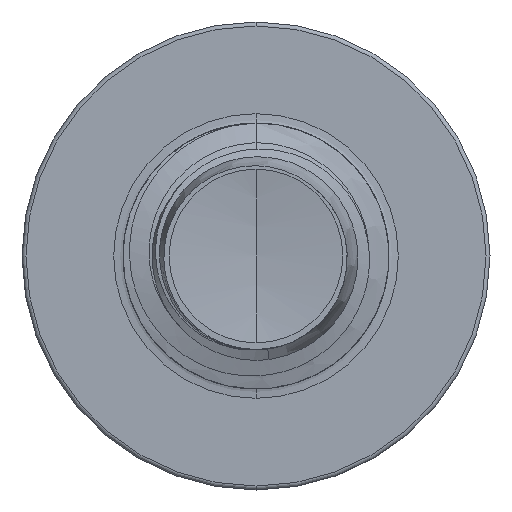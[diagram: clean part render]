
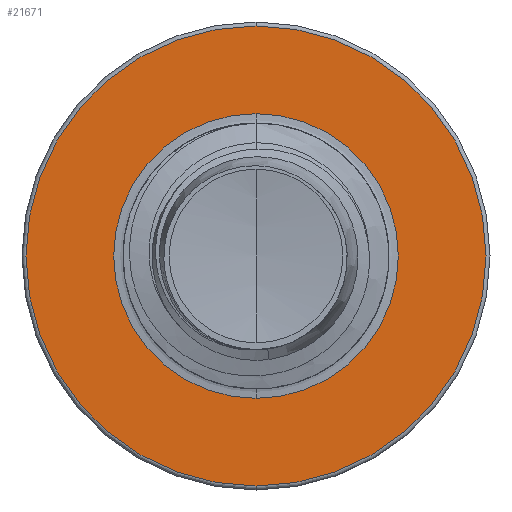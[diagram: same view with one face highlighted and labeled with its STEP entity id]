
A CAD part, front view. The second image highlights one B-rep face of the part: STEP entity #21671.
In plain terms, the highlighted planar face has unit normal (0, -1, 0).
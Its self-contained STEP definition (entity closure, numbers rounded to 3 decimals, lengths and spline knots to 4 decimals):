
#551 = EDGE_LOOP ( 'NONE', ( #19961, #44841 ) ) ;
#1028 = DIRECTION ( 'NONE',  ( 0., 0., 1. ) ) ;
#1553 = CARTESIAN_POINT ( 'NONE',  ( 0., 32.5, -2.6768 ) ) ;
#1761 = DIRECTION ( 'NONE',  ( 0., 0., 1. ) ) ;
#3448 = ORIENTED_EDGE ( 'NONE', *, *, #49388, .T. ) ;
#4373 = AXIS2_PLACEMENT_3D ( 'NONE', #49378, #20528, #54229 ) ;
#4458 = ORIENTED_EDGE ( 'NONE', *, *, #55845, .T. ) ;
#5216 = CARTESIAN_POINT ( 'NONE',  ( 0., 32.5, -2.6768 ) ) ;
#8985 = VERTEX_POINT ( 'NONE', #9877 ) ;
#9877 = CARTESIAN_POINT ( 'NONE',  ( 0., 32.5, 2.6768 ) ) ;
#10841 = DIRECTION ( 'NONE',  ( 0., 1., 0. ) ) ;
#12335 = CARTESIAN_POINT ( 'NONE',  ( 0., 32.5, -4.325 ) ) ;
#12689 = AXIS2_PLACEMENT_3D ( 'NONE', #59284, #30458, #1028 ) ;
#13680 = DIRECTION ( 'NONE',  ( 0., 1., 0. ) ) ;
#15231 = CIRCLE ( 'NONE', #4373, 4.325 ) ;
#18638 = AXIS2_PLACEMENT_3D ( 'NONE', #39937, #10841, #44761 ) ;
#19961 = ORIENTED_EDGE ( 'NONE', *, *, #41471, .F. ) ;
#20528 = DIRECTION ( 'NONE',  ( 0., 1., 0. ) ) ;
#21671 = ADVANCED_FACE ( 'NONE', ( #48960, #37678 ), #26113, .F. ) ;
#23663 = CIRCLE ( 'NONE', #52102, 2.6768 ) ;
#26113 = PLANE ( 'NONE',  #38475 ) ;
#27360 = CARTESIAN_POINT ( 'NONE',  ( 0., 32.5, 4.325 ) ) ;
#27688 = EDGE_CURVE ( 'NONE', #35016, #31333, #61788, .T. ) ;
#28564 = EDGE_LOOP ( 'NONE', ( #4458, #3448 ) ) ;
#29804 = CIRCLE ( 'NONE', #12689, 2.6768 ) ;
#30458 = DIRECTION ( 'NONE',  ( 0., 1., 0. ) ) ;
#31157 = DIRECTION ( 'NONE',  ( 0., 1., 0. ) ) ;
#31333 = VERTEX_POINT ( 'NONE', #27360 ) ;
#35016 = VERTEX_POINT ( 'NONE', #12335 ) ;
#37678 = FACE_BOUND ( 'NONE', #28564, .T. ) ;
#38475 = AXIS2_PLACEMENT_3D ( 'NONE', #1553, #31157, #1761 ) ;
#39937 = CARTESIAN_POINT ( 'NONE',  ( 0., 32.5, 0. ) ) ;
#41221 = VERTEX_POINT ( 'NONE', #5216 ) ;
#41471 = EDGE_CURVE ( 'NONE', #31333, #35016, #15231, .T. ) ;
#42721 = CARTESIAN_POINT ( 'NONE',  ( 0., 32.5, 0. ) ) ;
#44761 = DIRECTION ( 'NONE',  ( 0., 0., 1. ) ) ;
#44841 = ORIENTED_EDGE ( 'NONE', *, *, #27688, .F. ) ;
#47547 = DIRECTION ( 'NONE',  ( 0., 0., 1. ) ) ;
#48960 = FACE_OUTER_BOUND ( 'NONE', #551, .T. ) ;
#49378 = CARTESIAN_POINT ( 'NONE',  ( 0., 32.5, 0. ) ) ;
#49388 = EDGE_CURVE ( 'NONE', #41221, #8985, #29804, .T. ) ;
#52102 = AXIS2_PLACEMENT_3D ( 'NONE', #42721, #13680, #47547 ) ;
#54229 = DIRECTION ( 'NONE',  ( 0., 0., 1. ) ) ;
#55845 = EDGE_CURVE ( 'NONE', #8985, #41221, #23663, .T. ) ;
#59284 = CARTESIAN_POINT ( 'NONE',  ( 0., 32.5, 0. ) ) ;
#61788 = CIRCLE ( 'NONE', #18638, 4.325 ) ;
